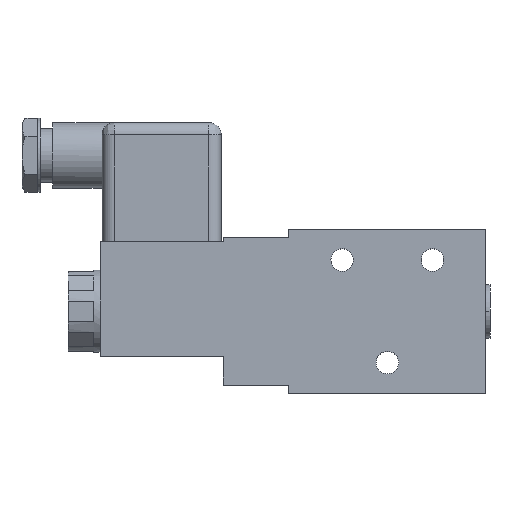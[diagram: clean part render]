
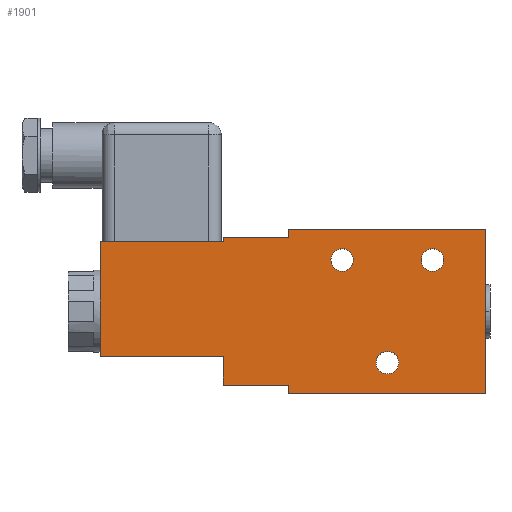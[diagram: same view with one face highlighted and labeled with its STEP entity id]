
A CAD part, top view. The second image highlights one B-rep face of the part: STEP entity #1901.
In plain terms, the highlighted planar face has unit normal (0, 0, 1).
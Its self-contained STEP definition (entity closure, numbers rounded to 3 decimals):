
#33 = AXIS2_PLACEMENT_3D ( 'NONE', #2538, #885, #2814 ) ;
#59 = DIRECTION ( 'NONE',  ( -1., 0., 0. ) ) ;
#74 = CARTESIAN_POINT ( 'NONE',  ( -44.209, -47.419, 38.897 ) ) ;
#77 = LINE ( 'NONE', #3126, #2933 ) ;
#96 = EDGE_CURVE ( 'NONE', #289, #210, #615, .T. ) ;
#153 = FACE_OUTER_BOUND ( 'NONE', #175, .T. ) ;
#164 = CARTESIAN_POINT ( 'NONE',  ( -86.959, -49.419, 38.897 ) ) ;
#175 = EDGE_LOOP ( 'NONE', ( #1778, #2303, #2598, #2069, #1608, #1514, #1393, #1011, #954, #839, #744, #671 ) ) ;
#185 = CARTESIAN_POINT ( 'NONE',  ( -46.959, -47.419, 38.897 ) ) ;
#210 = VERTEX_POINT ( 'NONE', #1334 ) ;
#217 = EDGE_LOOP ( 'NONE', ( #2771, #2994 ) ) ;
#234 = VECTOR ( 'NONE', #2025, 1000. ) ;
#260 = EDGE_LOOP ( 'NONE', ( #3174, #3341 ) ) ;
#264 = AXIS2_PLACEMENT_3D ( 'NONE', #582, #2502, #855 ) ;
#278 = EDGE_CURVE ( 'NONE', #1203, #3370, #3356, .T. ) ;
#289 = VERTEX_POINT ( 'NONE', #2542 ) ;
#324 = AXIS2_PLACEMENT_3D ( 'NONE', #1991, #344, #2264 ) ;
#325 = DIRECTION ( 'NONE',  ( 0., 0., 1. ) ) ;
#343 = CARTESIAN_POINT ( 'NONE',  ( -35.959, -22.419, 38.897 ) ) ;
#344 = DIRECTION ( 'NONE',  ( 0., 0., 1. ) ) ;
#353 = DIRECTION ( 'NONE',  ( -1., 0., 0. ) ) ;
#366 = EDGE_CURVE ( 'NONE', #3370, #1605, #3093, .T. ) ;
#372 = CARTESIAN_POINT ( 'NONE',  ( -22.959, -34.919, 38.897 ) ) ;
#415 = DIRECTION ( 'NONE',  ( 0., 1., 0. ) ) ;
#468 = LINE ( 'NONE', #164, #2309 ) ;
#471 = DIRECTION ( 'NONE',  ( -1., 0., 0. ) ) ;
#507 = LINE ( 'NONE', #1807, #1603 ) ;
#566 = VECTOR ( 'NONE', #3240, 1000. ) ;
#582 = CARTESIAN_POINT ( 'NONE',  ( -46.959, -47.419, 38.897 ) ) ;
#599 = CARTESIAN_POINT ( 'NONE',  ( -49.709, -47.419, 38.897 ) ) ;
#615 = CIRCLE ( 'NONE', #2321, 2.75 ) ;
#629 = VERTEX_POINT ( 'NONE', #2521 ) ;
#671 = ORIENTED_EDGE ( 'NONE', *, *, #1881, .T. ) ;
#737 = CARTESIAN_POINT ( 'NONE',  ( -116.959, -31.919, 38.897 ) ) ;
#744 = ORIENTED_EDGE ( 'NONE', *, *, #1826, .T. ) ;
#746 = CARTESIAN_POINT ( 'NONE',  ( -86.959, -16.919, 38.897 ) ) ;
#749 = EDGE_LOOP ( 'NONE', ( #3481, #2376 ) ) ;
#759 = VERTEX_POINT ( 'NONE', #599 ) ;
#839 = ORIENTED_EDGE ( 'NONE', *, *, #278, .F. ) ;
#855 = DIRECTION ( 'NONE',  ( -1., 0., 0. ) ) ;
#862 = CARTESIAN_POINT ( 'NONE',  ( -57.959, -22.419, 38.897 ) ) ;
#885 = DIRECTION ( 'NONE',  ( 0., 0., 1. ) ) ;
#889 = CARTESIAN_POINT ( 'NONE',  ( -78.959, -52.919, 38.897 ) ) ;
#909 = DIRECTION ( 'NONE',  ( 0., -1., 0. ) ) ;
#928 = VERTEX_POINT ( 'NONE', #3296 ) ;
#937 = CARTESIAN_POINT ( 'NONE',  ( -101.959, -17.919, 38.897 ) ) ;
#954 = ORIENTED_EDGE ( 'NONE', *, *, #366, .F. ) ;
#978 = LINE ( 'NONE', #372, #234 ) ;
#989 = FACE_BOUND ( 'NONE', #217, .T. ) ;
#1000 = VERTEX_POINT ( 'NONE', #3002 ) ;
#1011 = ORIENTED_EDGE ( 'NONE', *, *, #1199, .T. ) ;
#1079 = LINE ( 'NONE', #937, #1806 ) ;
#1112 = VECTOR ( 'NONE', #2549, 1000. ) ;
#1130 = DIRECTION ( 'NONE',  ( -1., 0., 0. ) ) ;
#1166 = CARTESIAN_POINT ( 'NONE',  ( -46.959, -54.919, 38.897 ) ) ;
#1176 = EDGE_CURVE ( 'NONE', #3347, #2254, #468, .T. ) ;
#1194 = CIRCLE ( 'NONE', #3064, 2.75 ) ;
#1199 = EDGE_CURVE ( 'NONE', #2800, #1605, #507, .T. ) ;
#1203 = VERTEX_POINT ( 'NONE', #746 ) ;
#1209 = DIRECTION ( 'NONE',  ( 1., 0., 0. ) ) ;
#1223 = LINE ( 'NONE', #889, #3316 ) ;
#1334 = CARTESIAN_POINT ( 'NONE',  ( -38.709, -22.419, 38.897 ) ) ;
#1340 = CARTESIAN_POINT ( 'NONE',  ( -70.959, -53.919, 38.897 ) ) ;
#1386 = CARTESIAN_POINT ( 'NONE',  ( -86.959, -52.919, 38.897 ) ) ;
#1393 = ORIENTED_EDGE ( 'NONE', *, *, #2990, .T. ) ;
#1400 = CARTESIAN_POINT ( 'NONE',  ( -70.959, -16.919, 38.897 ) ) ;
#1418 = CARTESIAN_POINT ( 'NONE',  ( -22.959, -14.919, 38.897 ) ) ;
#1479 = EDGE_CURVE ( 'NONE', #1775, #759, #2189, .T. ) ;
#1501 = CARTESIAN_POINT ( 'NONE',  ( -86.959, -45.919, 38.897 ) ) ;
#1514 = ORIENTED_EDGE ( 'NONE', *, *, #2684, .T. ) ;
#1583 = EDGE_CURVE ( 'NONE', #928, #2947, #3360, .T. ) ;
#1603 = VECTOR ( 'NONE', #1823, 1000. ) ;
#1605 = VERTEX_POINT ( 'NONE', #3489 ) ;
#1608 = ORIENTED_EDGE ( 'NONE', *, *, #1583, .F. ) ;
#1635 = FACE_BOUND ( 'NONE', #260, .T. ) ;
#1734 = VERTEX_POINT ( 'NONE', #2260 ) ;
#1737 = LINE ( 'NONE', #737, #2375 ) ;
#1775 = VERTEX_POINT ( 'NONE', #74 ) ;
#1778 = ORIENTED_EDGE ( 'NONE', *, *, #3119, .F. ) ;
#1806 = VECTOR ( 'NONE', #2591, 1000. ) ;
#1807 = CARTESIAN_POINT ( 'NONE',  ( -46.959, -14.919, 38.897 ) ) ;
#1823 = DIRECTION ( 'NONE',  ( -1., 0., 0. ) ) ;
#1826 = EDGE_CURVE ( 'NONE', #1203, #3214, #3390, .T. ) ;
#1839 = LINE ( 'NONE', #1166, #1112 ) ;
#1844 = CIRCLE ( 'NONE', #33, 2.75 ) ;
#1881 = EDGE_CURVE ( 'NONE', #3214, #629, #1079, .T. ) ;
#1901 = ADVANCED_FACE ( 'NONE', ( #989, #1635, #2360, #153 ), #3367, .T. ) ;
#1911 = EDGE_CURVE ( 'NONE', #2576, #2254, #77, .T. ) ;
#1941 = DIRECTION ( 'NONE',  ( 0., 1., 0. ) ) ;
#1991 = CARTESIAN_POINT ( 'NONE',  ( -35.959, -22.419, 38.897 ) ) ;
#2025 = DIRECTION ( 'NONE',  ( 0., 1., 0. ) ) ;
#2029 = EDGE_CURVE ( 'NONE', #2284, #1734, #1194, .T. ) ;
#2069 = ORIENTED_EDGE ( 'NONE', *, *, #2913, .F. ) ;
#2071 = CIRCLE ( 'NONE', #324, 2.75 ) ;
#2088 = EDGE_CURVE ( 'NONE', #1734, #2284, #1844, .T. ) ;
#2116 = DIRECTION ( 'NONE',  ( 0., 0., 1. ) ) ;
#2189 = CIRCLE ( 'NONE', #2838, 2.75 ) ;
#2254 = VERTEX_POINT ( 'NONE', #1501 ) ;
#2260 = CARTESIAN_POINT ( 'NONE',  ( -55.209, -22.419, 38.897 ) ) ;
#2264 = DIRECTION ( 'NONE',  ( -1., 0., 0. ) ) ;
#2284 = VERTEX_POINT ( 'NONE', #2332 ) ;
#2303 = ORIENTED_EDGE ( 'NONE', *, *, #1911, .T. ) ;
#2309 = VECTOR ( 'NONE', #415, 1000. ) ;
#2319 = CARTESIAN_POINT ( 'NONE',  ( -116.959, -54.919, 38.897 ) ) ;
#2321 = AXIS2_PLACEMENT_3D ( 'NONE', #343, #325, #353 ) ;
#2330 = DIRECTION ( 'NONE',  ( 1., 0., 0. ) ) ;
#2332 = CARTESIAN_POINT ( 'NONE',  ( -60.709, -22.419, 38.897 ) ) ;
#2360 = FACE_BOUND ( 'NONE', #749, .T. ) ;
#2375 = VECTOR ( 'NONE', #3190, 1000. ) ;
#2376 = ORIENTED_EDGE ( 'NONE', *, *, #96, .F. ) ;
#2423 = CARTESIAN_POINT ( 'NONE',  ( -86.959, -17.919, 38.897 ) ) ;
#2488 = CARTESIAN_POINT ( 'NONE',  ( -116.959, -45.919, 38.897 ) ) ;
#2502 = DIRECTION ( 'NONE',  ( 0., 0., 1. ) ) ;
#2521 = CARTESIAN_POINT ( 'NONE',  ( -116.959, -17.919, 38.897 ) ) ;
#2538 = CARTESIAN_POINT ( 'NONE',  ( -57.959, -22.419, 38.897 ) ) ;
#2542 = CARTESIAN_POINT ( 'NONE',  ( -33.209, -22.419, 38.897 ) ) ;
#2549 = DIRECTION ( 'NONE',  ( 1., 0., 0. ) ) ;
#2576 = VERTEX_POINT ( 'NONE', #2488 ) ;
#2580 = EDGE_CURVE ( 'NONE', #759, #1775, #2751, .T. ) ;
#2591 = DIRECTION ( 'NONE',  ( -1., 0., 0. ) ) ;
#2598 = ORIENTED_EDGE ( 'NONE', *, *, #1176, .F. ) ;
#2670 = CARTESIAN_POINT ( 'NONE',  ( -70.959, -15.919, 38.897 ) ) ;
#2684 = EDGE_CURVE ( 'NONE', #928, #1000, #1839, .T. ) ;
#2751 = CIRCLE ( 'NONE', #264, 2.75 ) ;
#2771 = ORIENTED_EDGE ( 'NONE', *, *, #2580, .F. ) ;
#2785 = DIRECTION ( 'NONE',  ( 0., 0., 1. ) ) ;
#2800 = VERTEX_POINT ( 'NONE', #1418 ) ;
#2814 = DIRECTION ( 'NONE',  ( -1., 0., 0. ) ) ;
#2838 = AXIS2_PLACEMENT_3D ( 'NONE', #185, #2116, #471 ) ;
#2877 = DIRECTION ( 'NONE',  ( 0., 0., 1. ) ) ;
#2913 = EDGE_CURVE ( 'NONE', #2947, #3347, #1223, .T. ) ;
#2933 = VECTOR ( 'NONE', #2330, 1000. ) ;
#2947 = VERTEX_POINT ( 'NONE', #3095 ) ;
#2990 = EDGE_CURVE ( 'NONE', #1000, #2800, #978, .T. ) ;
#2994 = ORIENTED_EDGE ( 'NONE', *, *, #1479, .F. ) ;
#3002 = CARTESIAN_POINT ( 'NONE',  ( -22.959, -54.919, 38.897 ) ) ;
#3037 = DIRECTION ( 'NONE',  ( 1., 0., 0. ) ) ;
#3054 = VECTOR ( 'NONE', #1941, 1000. ) ;
#3063 = CARTESIAN_POINT ( 'NONE',  ( -78.959, -16.919, 38.897 ) ) ;
#3064 = AXIS2_PLACEMENT_3D ( 'NONE', #862, #2785, #1130 ) ;
#3093 = LINE ( 'NONE', #2670, #3054 ) ;
#3095 = CARTESIAN_POINT ( 'NONE',  ( -70.959, -52.919, 38.897 ) ) ;
#3099 = CARTESIAN_POINT ( 'NONE',  ( -86.959, -34.919, 38.897 ) ) ;
#3119 = EDGE_CURVE ( 'NONE', #2576, #629, #1737, .T. ) ;
#3126 = CARTESIAN_POINT ( 'NONE',  ( -101.959, -45.919, 38.897 ) ) ;
#3174 = ORIENTED_EDGE ( 'NONE', *, *, #2029, .F. ) ;
#3190 = DIRECTION ( 'NONE',  ( 0., 1., 0. ) ) ;
#3214 = VERTEX_POINT ( 'NONE', #2423 ) ;
#3240 = DIRECTION ( 'NONE',  ( 0., 1., 0. ) ) ;
#3273 = VECTOR ( 'NONE', #3037, 1000. ) ;
#3296 = CARTESIAN_POINT ( 'NONE',  ( -70.959, -54.919, 38.897 ) ) ;
#3316 = VECTOR ( 'NONE', #59, 1000. ) ;
#3324 = VECTOR ( 'NONE', #909, 1000. ) ;
#3341 = ORIENTED_EDGE ( 'NONE', *, *, #2088, .F. ) ;
#3347 = VERTEX_POINT ( 'NONE', #1386 ) ;
#3356 = LINE ( 'NONE', #3063, #3273 ) ;
#3360 = LINE ( 'NONE', #1340, #566 ) ;
#3367 = PLANE ( 'NONE',  #3436 ) ;
#3370 = VERTEX_POINT ( 'NONE', #1400 ) ;
#3390 = LINE ( 'NONE', #3099, #3324 ) ;
#3436 = AXIS2_PLACEMENT_3D ( 'NONE', #2319, #2877, #1209 ) ;
#3447 = EDGE_CURVE ( 'NONE', #210, #289, #2071, .T. ) ;
#3481 = ORIENTED_EDGE ( 'NONE', *, *, #3447, .F. ) ;
#3489 = CARTESIAN_POINT ( 'NONE',  ( -70.959, -14.919, 38.897 ) ) ;
